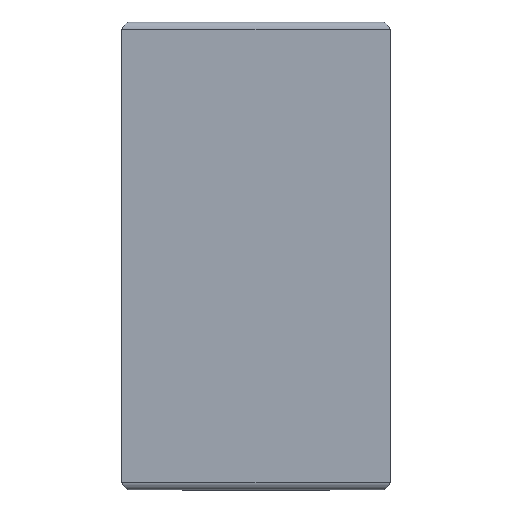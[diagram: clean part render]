
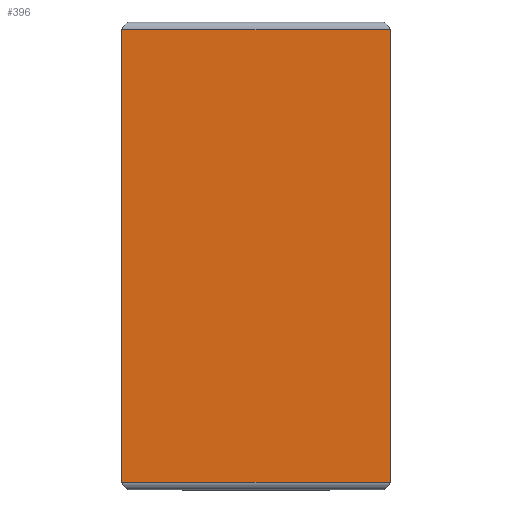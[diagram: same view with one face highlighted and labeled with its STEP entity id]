
A CAD part, top view. The second image highlights one B-rep face of the part: STEP entity #396.
In plain terms, the highlighted planar face has unit normal (0, 0, 1).
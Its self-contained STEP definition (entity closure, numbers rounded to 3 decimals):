
#1=DIRECTION('',(0.,-1.,0.));
#2=VECTOR('',#1,300.);
#3=CARTESIAN_POINT('',(-89.,150.,5.));
#4=LINE('',#3,#2);
#5=DIRECTION('',(0.,1.,0.));
#6=VECTOR('',#5,300.);
#7=CARTESIAN_POINT('',(89.,-150.,5.));
#8=LINE('',#7,#6);
#262=DIRECTION('',(-1.,0.,0.));
#263=VECTOR('',#262,178.);
#264=CARTESIAN_POINT('',(89.,-150.,5.));
#265=LINE('',#264,#263);
#288=DIRECTION('',(1.,0.,0.));
#289=VECTOR('',#288,178.);
#290=CARTESIAN_POINT('',(-89.,150.,5.));
#291=LINE('',#290,#289);
#301=CARTESIAN_POINT('',(-89.,150.,5.));
#302=CARTESIAN_POINT('',(-89.,-150.,5.));
#303=VERTEX_POINT('',#301);
#304=VERTEX_POINT('',#302);
#305=CARTESIAN_POINT('',(89.,-150.,5.));
#306=CARTESIAN_POINT('',(89.,150.,5.));
#307=VERTEX_POINT('',#305);
#308=VERTEX_POINT('',#306);
#381=CARTESIAN_POINT('',(0.,0.,5.));
#382=DIRECTION('',(0.,0.,1.));
#383=DIRECTION('',(1.,0.,0.));
#384=AXIS2_PLACEMENT_3D('',#381,#382,#383);
#385=PLANE('',#384);
#387=ORIENTED_EDGE('',*,*,#386,.F.);
#389=ORIENTED_EDGE('',*,*,#388,.T.);
#391=ORIENTED_EDGE('',*,*,#390,.F.);
#393=ORIENTED_EDGE('',*,*,#392,.T.);
#394=EDGE_LOOP('',(#387,#389,#391,#393));
#395=FACE_OUTER_BOUND('',#394,.F.);
#396=ADVANCED_FACE('',(#395),#385,.T.);
#386=EDGE_CURVE('',#303,#304,#4,.T.);
#388=EDGE_CURVE('',#303,#308,#291,.T.);
#390=EDGE_CURVE('',#307,#308,#8,.T.);
#392=EDGE_CURVE('',#307,#304,#265,.T.);
